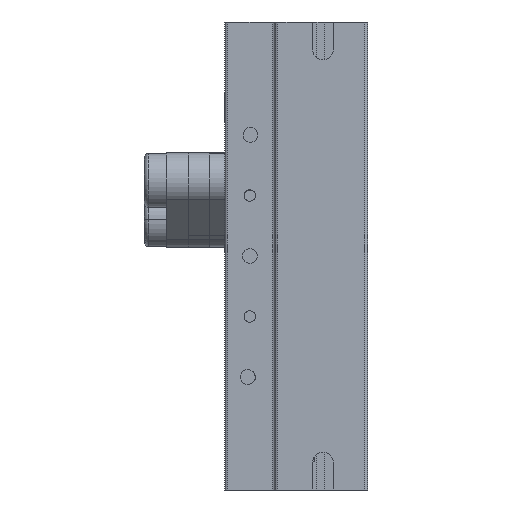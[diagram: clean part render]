
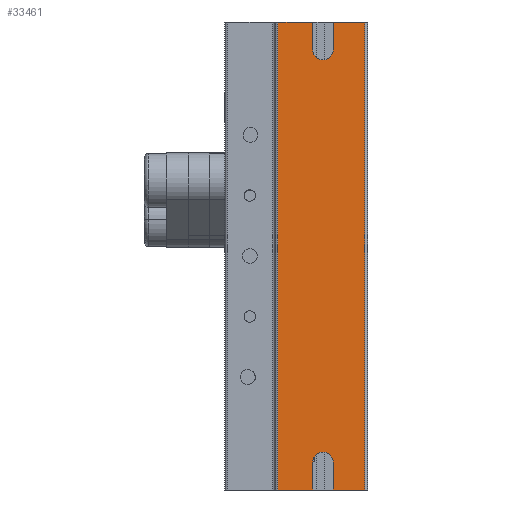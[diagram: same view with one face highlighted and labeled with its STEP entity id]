
A CAD part, left-side view. The second image highlights one B-rep face of the part: STEP entity #33461.
In plain terms, the highlighted planar face has unit normal (-1, 0, 0).
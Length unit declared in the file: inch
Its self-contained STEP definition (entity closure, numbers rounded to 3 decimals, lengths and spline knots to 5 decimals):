
#1106 = CARTESIAN_POINT ( 'NONE',  ( 0., 0.499, -4.25 ) ) ;
#1190 = CARTESIAN_POINT ( 'NONE',  ( 0., 0.499, -4. ) ) ;
#4133 = ORIENTED_EDGE ( 'NONE', *, *, #67098, .T. ) ;
#4176 = EDGE_CURVE ( 'NONE', #81282, #55896, #14342, .T. ) ;
#5180 = CARTESIAN_POINT ( 'NONE',  ( 0., 0.311, -4. ) ) ;
#5381 = DIRECTION ( 'NONE',  ( 0., 1., 0. ) ) ;
#5786 = VECTOR ( 'NONE', #6527, 39.37008 ) ;
#6376 = ORIENTED_EDGE ( 'NONE', *, *, #64368, .T. ) ;
#6527 = DIRECTION ( 'NONE',  ( 0., 0., -1. ) ) ;
#8317 = LINE ( 'NONE', #54098, #5786 ) ;
#10549 = VECTOR ( 'NONE', #76687, 39.37008 ) ;
#12233 = ORIENTED_EDGE ( 'NONE', *, *, #67563, .T. ) ;
#14342 = LINE ( 'NONE', #79908, #75517 ) ;
#15390 = EDGE_CURVE ( 'NONE', #81282, #90031, #56375, .T. ) ;
#15491 = VERTEX_POINT ( 'NONE', #16907 ) ;
#15735 = VECTOR ( 'NONE', #93467, 39.37008 ) ;
#16636 = DIRECTION ( 'NONE',  ( 0., -1., 0. ) ) ;
#16804 = LINE ( 'NONE', #24265, #98567 ) ;
#16907 = CARTESIAN_POINT ( 'NONE',  ( 0., 0.815, 0. ) ) ;
#19946 = DIRECTION ( 'NONE',  ( 0., 0., 1. ) ) ;
#20558 = EDGE_CURVE ( 'NONE', #67560, #88077, #53139, .T. ) ;
#23656 = FACE_OUTER_BOUND ( 'NONE', #100186, .T. ) ;
#23855 = CARTESIAN_POINT ( 'NONE',  ( 0., 0.815, -4.25 ) ) ;
#24265 = CARTESIAN_POINT ( 'NONE',  ( 0., 0.815, -4.25 ) ) ;
#24363 = CARTESIAN_POINT ( 'NONE',  ( 0., 0.025, 0. ) ) ;
#26329 = ORIENTED_EDGE ( 'NONE', *, *, #4176, .F. ) ;
#28003 = LINE ( 'NONE', #5180, #70414 ) ;
#28226 = CIRCLE ( 'NONE', #73452, 0.094 ) ;
#28668 = DIRECTION ( 'NONE',  ( 1., 0., 0. ) ) ;
#28733 = DIRECTION ( 'NONE',  ( 0., 1., 0. ) ) ;
#29883 = PLANE ( 'NONE',  #66114 ) ;
#30245 = CARTESIAN_POINT ( 'NONE',  ( 0., 0.815, 0. ) ) ;
#32144 = CARTESIAN_POINT ( 'NONE',  ( 0., 0.311, -4.25 ) ) ;
#33461 = ADVANCED_FACE ( 'NONE', ( #23656 ), #29883, .T. ) ;
#33672 = CARTESIAN_POINT ( 'NONE',  ( 0., 0.311, 0. ) ) ;
#34146 = CARTESIAN_POINT ( 'NONE',  ( 0., 0.025, 0. ) ) ;
#34527 = ORIENTED_EDGE ( 'NONE', *, *, #70833, .T. ) ;
#35109 = VECTOR ( 'NONE', #28733, 39.37008 ) ;
#36099 = CARTESIAN_POINT ( 'NONE',  ( 0., 0.025, -4.25 ) ) ;
#38290 = DIRECTION ( 'NONE',  ( 0., 0., 1. ) ) ;
#41301 = VERTEX_POINT ( 'NONE', #42227 ) ;
#41715 = EDGE_CURVE ( 'NONE', #15491, #73736, #8317, .T. ) ;
#42227 = CARTESIAN_POINT ( 'NONE',  ( 0., 0.499, 0. ) ) ;
#42987 = DIRECTION ( 'NONE',  ( 1., 0., 0. ) ) ;
#42992 = LINE ( 'NONE', #57208, #64229 ) ;
#45006 = VECTOR ( 'NONE', #5381, 39.37008 ) ;
#48275 = ORIENTED_EDGE ( 'NONE', *, *, #15390, .T. ) ;
#51563 = CARTESIAN_POINT ( 'NONE',  ( 0., 0.311, -4. ) ) ;
#53139 = LINE ( 'NONE', #101323, #10549 ) ;
#54000 = ORIENTED_EDGE ( 'NONE', *, *, #41715, .T. ) ;
#54098 = CARTESIAN_POINT ( 'NONE',  ( 0., 0.815, 0. ) ) ;
#55896 = VERTEX_POINT ( 'NONE', #36099 ) ;
#56375 = LINE ( 'NONE', #34146, #35109 ) ;
#57208 = CARTESIAN_POINT ( 'NONE',  ( 0., 0.311, -4.25 ) ) ;
#59275 = ORIENTED_EDGE ( 'NONE', *, *, #60504, .T. ) ;
#60504 = EDGE_CURVE ( 'NONE', #88077, #92293, #72649, .T. ) ;
#61115 = DIRECTION ( 'NONE',  ( 0., 0., -1. ) ) ;
#64229 = VECTOR ( 'NONE', #73129, 39.37008 ) ;
#64368 = EDGE_CURVE ( 'NONE', #92293, #92036, #28003, .T. ) ;
#66114 = AXIS2_PLACEMENT_3D ( 'NONE', #30245, #85907, #38290 ) ;
#67098 = EDGE_CURVE ( 'NONE', #93585, #93975, #28226, .T. ) ;
#67560 = VERTEX_POINT ( 'NONE', #1106 ) ;
#67563 = EDGE_CURVE ( 'NONE', #92036, #55896, #42992, .T. ) ;
#69223 = ORIENTED_EDGE ( 'NONE', *, *, #92329, .T. ) ;
#70414 = VECTOR ( 'NONE', #61115, 39.37008 ) ;
#70415 = VECTOR ( 'NONE', #19946, 39.37008 ) ;
#70833 = EDGE_CURVE ( 'NONE', #90031, #93585, #99912, .T. ) ;
#72649 = CIRCLE ( 'NONE', #92608, 0.094 ) ;
#73129 = DIRECTION ( 'NONE',  ( 0., -1., 0. ) ) ;
#73452 = AXIS2_PLACEMENT_3D ( 'NONE', #90497, #42987, #98140 ) ;
#73736 = VERTEX_POINT ( 'NONE', #23855 ) ;
#75126 = ORIENTED_EDGE ( 'NONE', *, *, #20558, .T. ) ;
#75401 = CARTESIAN_POINT ( 'NONE',  ( 0., 0.499, -0.25 ) ) ;
#75517 = VECTOR ( 'NONE', #79657, 39.37008 ) ;
#75638 = EDGE_CURVE ( 'NONE', #73736, #67560, #16804, .T. ) ;
#76417 = CARTESIAN_POINT ( 'NONE',  ( 0., 0.405, -4. ) ) ;
#76556 = CARTESIAN_POINT ( 'NONE',  ( 0., 0.499, 0. ) ) ;
#76687 = DIRECTION ( 'NONE',  ( 0., 0., 1. ) ) ;
#77767 = CARTESIAN_POINT ( 'NONE',  ( 0., 0.311, 0. ) ) ;
#79657 = DIRECTION ( 'NONE',  ( 0., 0., -1. ) ) ;
#79908 = CARTESIAN_POINT ( 'NONE',  ( 0., 0.025, 0. ) ) ;
#81282 = VERTEX_POINT ( 'NONE', #24363 ) ;
#84354 = DIRECTION ( 'NONE',  ( 0., -1., 0. ) ) ;
#85907 = DIRECTION ( 'NONE',  ( -1., 0., 0. ) ) ;
#87197 = LINE ( 'NONE', #76556, #45006 ) ;
#88077 = VERTEX_POINT ( 'NONE', #1190 ) ;
#88908 = EDGE_CURVE ( 'NONE', #41301, #15491, #87197, .T. ) ;
#89759 = ORIENTED_EDGE ( 'NONE', *, *, #88908, .T. ) ;
#90031 = VERTEX_POINT ( 'NONE', #33672 ) ;
#90497 = CARTESIAN_POINT ( 'NONE',  ( 0., 0.405, -0.25 ) ) ;
#91389 = LINE ( 'NONE', #75401, #70415 ) ;
#91650 = CARTESIAN_POINT ( 'NONE',  ( 0., 0.311, -0.25 ) ) ;
#92036 = VERTEX_POINT ( 'NONE', #32144 ) ;
#92293 = VERTEX_POINT ( 'NONE', #51563 ) ;
#92329 = EDGE_CURVE ( 'NONE', #93975, #41301, #91389, .T. ) ;
#92608 = AXIS2_PLACEMENT_3D ( 'NONE', #76417, #28668, #84354 ) ;
#93467 = DIRECTION ( 'NONE',  ( 0., 0., -1. ) ) ;
#93585 = VERTEX_POINT ( 'NONE', #91650 ) ;
#93975 = VERTEX_POINT ( 'NONE', #97907 ) ;
#97312 = ORIENTED_EDGE ( 'NONE', *, *, #75638, .T. ) ;
#97907 = CARTESIAN_POINT ( 'NONE',  ( 0., 0.499, -0.25 ) ) ;
#98140 = DIRECTION ( 'NONE',  ( 0., 1., 0. ) ) ;
#98567 = VECTOR ( 'NONE', #16636, 39.37008 ) ;
#99912 = LINE ( 'NONE', #77767, #15735 ) ;
#100186 = EDGE_LOOP ( 'NONE', ( #69223, #89759, #54000, #97312, #75126, #59275, #6376, #12233, #26329, #48275, #34527, #4133 ) ) ;
#101323 = CARTESIAN_POINT ( 'NONE',  ( 0., 0.499, -4.25 ) ) ;
